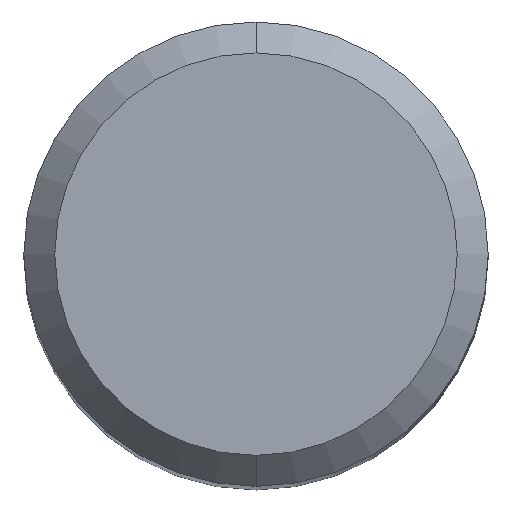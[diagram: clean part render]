
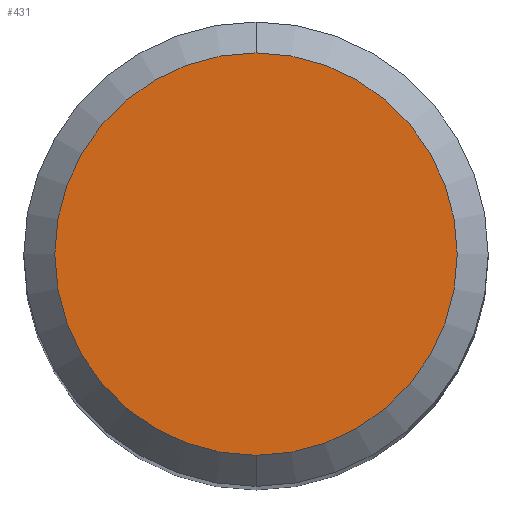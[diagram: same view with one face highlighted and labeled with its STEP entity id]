
A CAD part, top view. The second image highlights one B-rep face of the part: STEP entity #431.
In plain terms, the highlighted planar face has unit normal (0, 0, 1).
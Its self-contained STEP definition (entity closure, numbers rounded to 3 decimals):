
#431=ADVANCED_FACE('',(#1173),#1174,.T.);
#475=VERTEX_POINT('',#1221);
#831=EDGE_CURVE('',#475,#993,#1617,.T.);
#993=VERTEX_POINT('',#1789);
#1005=EDGE_CURVE('',#993,#475,#1803,.T.);
#1173=FACE_OUTER_BOUND('',#2040,.T.);
#1174=PLANE('',#2041);
#1221=CARTESIAN_POINT('',(0.0,2.6,0.0));
#1617=CIRCLE('',#3849,2.6);
#1789=CARTESIAN_POINT('',(0.,-2.6,0.0));
#1803=CIRCLE('',#4736,2.6);
#2040=EDGE_LOOP('',(#5226,#5227));
#2041=AXIS2_PLACEMENT_3D('',#5228,#5229,#5230);
#3849=AXIS2_PLACEMENT_3D('',#5783,#5784,#5785);
#4736=AXIS2_PLACEMENT_3D('',#5972,#5973,#5974);
#5226=ORIENTED_EDGE('',*,*,#831,.F.);
#5227=ORIENTED_EDGE('',*,*,#1005,.F.);
#5228=CARTESIAN_POINT('',(0.0,1.3,0.0));
#5229=DIRECTION('',(-0.0,0.0,1.0));
#5230=DIRECTION('',(0.0,-1.0,0.0));
#5783=CARTESIAN_POINT('',(0.0,0.0,0.0));
#5784=DIRECTION('',(0.0,0.0,-1.0));
#5785=DIRECTION('',(0.0,1.0,0.0));
#5972=CARTESIAN_POINT('',(0.0,0.0,0.0));
#5973=DIRECTION('',(0.0,0.0,-1.0));
#5974=DIRECTION('',(0.0,1.0,0.0));
